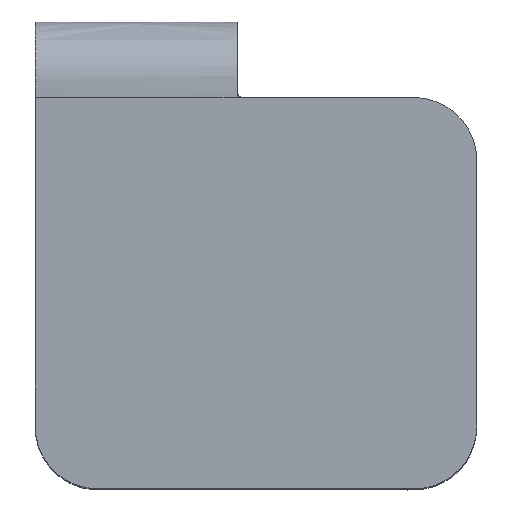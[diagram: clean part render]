
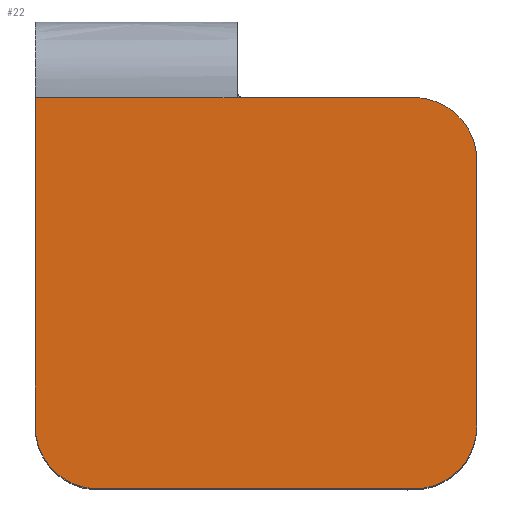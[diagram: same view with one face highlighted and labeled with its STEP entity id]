
A CAD part, top view. The second image highlights one B-rep face of the part: STEP entity #22.
In plain terms, the highlighted free-form (B-spline) face has degree [1, 1] with [2, 2] control points.
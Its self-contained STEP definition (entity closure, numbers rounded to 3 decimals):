
#22=ADVANCED_FACE($,(#45),#279,.T.);
#45=FACE_OUTER_BOUND($,#68,.T.);
#68=EDGE_LOOP($,(#113,#114,#115,#116));
#113=ORIENTED_EDGE($,*,*,#197,.T.);
#114=ORIENTED_EDGE($,*,*,#225,.T.);
#115=ORIENTED_EDGE($,*,*,#214,.T.);
#116=ORIENTED_EDGE($,*,*,#199,.T.);
#197=EDGE_CURVE($,#243,#259,#319,.T.);
#199=EDGE_CURVE($,#245,#243,#287,.T.);
#214=EDGE_CURVE($,#253,#245,#330,.T.);
#225=EDGE_CURVE($,#259,#253,#335,.T.);
#243=VERTEX_POINT($,#833);
#245=VERTEX_POINT($,#835);
#253=VERTEX_POINT($,#843);
#259=VERTEX_POINT($,#849);
#279=B_SPLINE_SURFACE_WITH_KNOTS($,1,1,((#678,#679),(#680,#681)),.UNSPECIFIED.,
.F.,.F.,.F.,(2,2),(2,2),(-300.,50.),(-310.,
0.),.UNSPECIFIED.);
#287=(
BOUNDED_CURVE()
B_SPLINE_CURVE(2,(#474,#475,#476,#477,#478,#479,#480,#481,#482,#483,#484,
#485,#486),.UNSPECIFIED.,.F.,.F.)
B_SPLINE_CURVE_WITH_KNOTS((3,2,2,2,2,2,3),(300.,560.,
638.54,888.54,967.08,1177.08,1255.619),
.UNSPECIFIED.)
CURVE()
GEOMETRIC_REPRESENTATION_ITEM()
RATIONAL_B_SPLINE_CURVE((1.,1.,1.,0.707,1.,1.,1.,0.707,
1.,1.,1.,0.707,1.))
REPRESENTATION_ITEM($)
);
#319=B_SPLINE_CURVE_WITH_KNOTS($,1,(#459,#460),.UNSPECIFIED.,.F.,.F.,(2,
2),(0.,135.),.UNSPECIFIED.);
#330=B_SPLINE_CURVE_WITH_KNOTS($,1,(#555,#556),.UNSPECIFIED.,.F.,.F.,(2,
2),(140.,300.),.UNSPECIFIED.);
#335=B_SPLINE_CURVE_WITH_KNOTS($,1,(#594,#595),.UNSPECIFIED.,.F.,.F.,(2,
2),(135.,140.),.UNSPECIFIED.);
#459=CARTESIAN_POINT($,(66057.877,-21219.551,491.));
#460=CARTESIAN_POINT($,(65922.877,-21219.551,491.));
#474=CARTESIAN_POINT($,(65757.877,-21219.551,491.));
#475=CARTESIAN_POINT($,(65757.877,-21349.551,491.));
#476=CARTESIAN_POINT($,(65757.877,-21479.551,491.));
#477=CARTESIAN_POINT($,(65757.877,-21529.551,491.));
#478=CARTESIAN_POINT($,(65807.877,-21529.551,491.));
#479=CARTESIAN_POINT($,(65932.877,-21529.551,491.));
#480=CARTESIAN_POINT($,(66057.877,-21529.551,491.));
#481=CARTESIAN_POINT($,(66107.877,-21529.551,491.));
#482=CARTESIAN_POINT($,(66107.877,-21479.551,491.));
#483=CARTESIAN_POINT($,(66107.877,-21374.551,491.));
#484=CARTESIAN_POINT($,(66107.877,-21269.551,491.));
#485=CARTESIAN_POINT($,(66107.877,-21219.551,491.));
#486=CARTESIAN_POINT($,(66057.877,-21219.551,491.));
#555=CARTESIAN_POINT($,(65917.877,-21219.551,491.));
#556=CARTESIAN_POINT($,(65757.877,-21219.551,491.));
#594=CARTESIAN_POINT($,(65922.877,-21219.551,491.));
#595=CARTESIAN_POINT($,(65917.877,-21219.551,491.));
#678=CARTESIAN_POINT($,(65757.877,-21529.551,491.));
#679=CARTESIAN_POINT($,(65757.877,-21219.551,491.));
#680=CARTESIAN_POINT($,(66107.877,-21529.551,491.));
#681=CARTESIAN_POINT($,(66107.877,-21219.551,491.));
#833=CARTESIAN_POINT($,(66057.877,-21219.551,491.));
#835=CARTESIAN_POINT($,(65757.877,-21219.551,491.));
#843=CARTESIAN_POINT($,(65917.877,-21219.551,491.));
#849=CARTESIAN_POINT($,(65922.877,-21219.551,491.));
